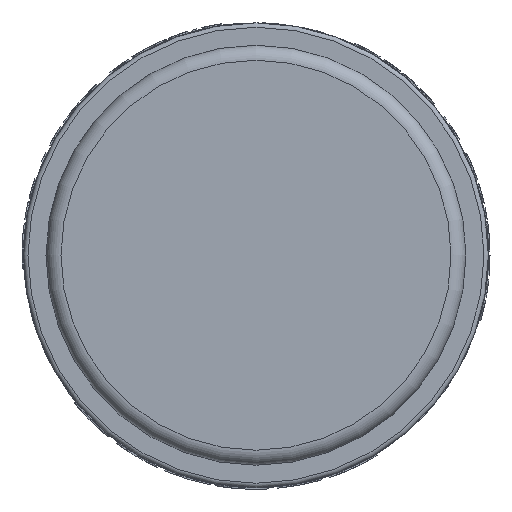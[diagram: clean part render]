
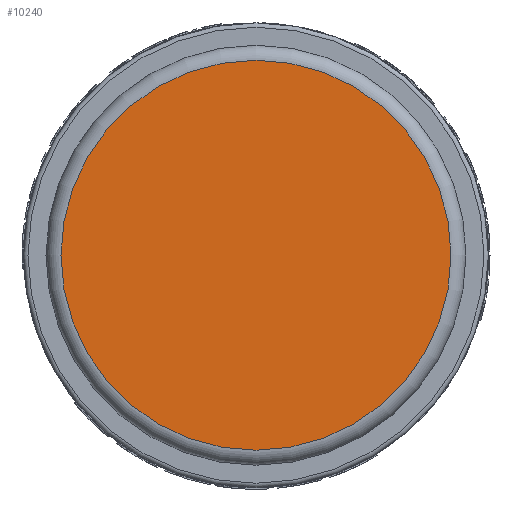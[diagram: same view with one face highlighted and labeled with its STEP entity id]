
A CAD part, left-side view. The second image highlights one B-rep face of the part: STEP entity #10240.
In plain terms, the highlighted planar face has unit normal (-1, 0, 0).
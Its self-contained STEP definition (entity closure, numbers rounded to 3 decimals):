
#1208=PLANE('',#10727);
#1798=FACE_OUTER_BOUND('',#2390,.T.);
#2390=EDGE_LOOP('',(#9012,#9013));
#3742=CIRCLE('',#10721,13.);
#3743=CIRCLE('',#10722,13.);
#4715=VERTEX_POINT('',#72513);
#4716=VERTEX_POINT('',#72515);
#6157=EDGE_CURVE('',#4715,#4716,#3742,.T.);
#6158=EDGE_CURVE('',#4716,#4715,#3743,.T.);
#9012=ORIENTED_EDGE('',*,*,#6158,.F.);
#9013=ORIENTED_EDGE('',*,*,#6157,.F.);
#10240=ADVANCED_FACE('',(#1798),#1208,.T.);
#10721=AXIS2_PLACEMENT_3D('',#72516,#12176,#12177);
#10722=AXIS2_PLACEMENT_3D('',#72517,#12178,#12179);
#10727=AXIS2_PLACEMENT_3D('',#72525,#12189,#12190);
#12176=DIRECTION('center_axis',(1.,0.,0.));
#12177=DIRECTION('ref_axis',(0.,1.,0.));
#12178=DIRECTION('center_axis',(1.,0.,0.));
#12179=DIRECTION('ref_axis',(0.,1.,0.));
#12189=DIRECTION('center_axis',(-1.,0.,0.));
#12190=DIRECTION('ref_axis',(0.,0.,
-1.));
#72513=CARTESIAN_POINT('',(-0.23,0.,-13.));
#72515=CARTESIAN_POINT('',(-0.23,-13.,0.));
#72516=CARTESIAN_POINT('Origin',(-0.23,0.,
0.));
#72517=CARTESIAN_POINT('Origin',(-0.23,0.,
0.));
#72525=CARTESIAN_POINT('Origin',(-0.23,-12.75,0.));
